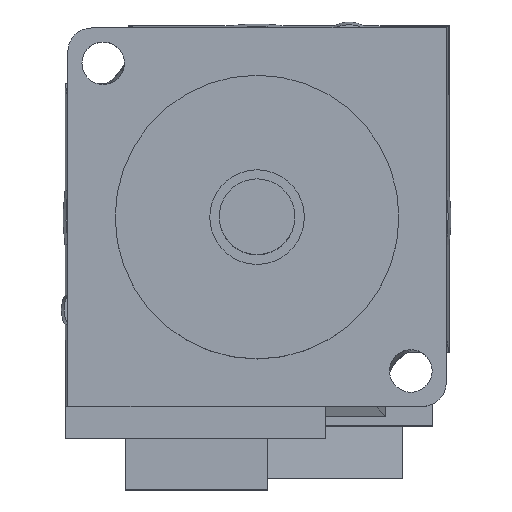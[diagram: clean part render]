
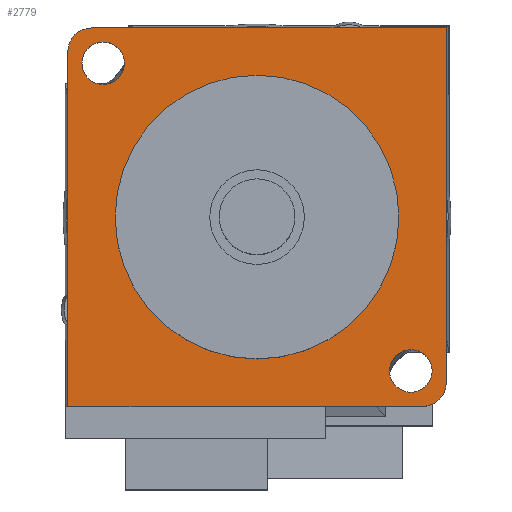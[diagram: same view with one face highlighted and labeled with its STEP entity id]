
A CAD part, top view. The second image highlights one B-rep face of the part: STEP entity #2779.
In plain terms, the highlighted planar face has unit normal (0, 0, 1).
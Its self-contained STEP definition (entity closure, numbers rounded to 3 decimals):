
#73=CARTESIAN_POINT('',(-17.5,17.5,0.));
#74=DIRECTION('',(0.,0.,-1.));
#75=DIRECTION('',(-1.,0.,0.));
#76=AXIS2_PLACEMENT_3D('',#73,#74,#75);
#78=CARTESIAN_POINT('',(17.5,-17.5,0.));
#79=DIRECTION('',(0.,0.,-1.));
#80=DIRECTION('',(1.,0.,0.));
#81=AXIS2_PLACEMENT_3D('',#78,#79,#80);
#83=CARTESIAN_POINT('',(16.263,-16.263,0.));
#84=DIRECTION('',(0.,0.,1.));
#85=DIRECTION('',(1.,0.,0.));
#86=AXIS2_PLACEMENT_3D('',#83,#84,#85);
#88=CARTESIAN_POINT('',(16.263,-16.263,0.));
#89=DIRECTION('',(0.,0.,1.));
#90=DIRECTION('',(-1.,0.,0.));
#91=AXIS2_PLACEMENT_3D('',#88,#89,#90);
#93=CARTESIAN_POINT('',(0.,0.,0.));
#94=DIRECTION('',(0.,0.,1.));
#95=DIRECTION('',(-1.,0.,0.));
#96=AXIS2_PLACEMENT_3D('',#93,#94,#95);
#98=CARTESIAN_POINT('',(0.,0.,0.));
#99=DIRECTION('',(0.,0.,1.));
#100=DIRECTION('',(1.,0.,0.));
#101=AXIS2_PLACEMENT_3D('',#98,#99,#100);
#103=CARTESIAN_POINT('',(-16.263,16.263,0.));
#104=DIRECTION('',(0.,0.,1.));
#105=DIRECTION('',(1.,0.,0.));
#106=AXIS2_PLACEMENT_3D('',#103,#104,#105);
#108=CARTESIAN_POINT('',(-16.263,16.263,0.));
#109=DIRECTION('',(0.,0.,1.));
#110=DIRECTION('',(-1.,0.,0.));
#111=AXIS2_PLACEMENT_3D('',#108,#109,#110);
#125=DIRECTION('',(-1.,0.,0.));
#126=VECTOR('',#125,37.5);
#127=CARTESIAN_POINT('',(20.,20.,0.));
#128=LINE('',#127,#126);
#718=DIRECTION('',(0.,-1.,0.));
#719=VECTOR('',#718,37.5);
#720=CARTESIAN_POINT('',(-20.,17.5,0.));
#721=LINE('',#720,#719);
#824=DIRECTION('',(1.,0.,0.));
#825=VECTOR('',#824,37.5);
#826=CARTESIAN_POINT('',(-20.,-20.,0.));
#827=LINE('',#826,#825);
#1682=DIRECTION('',(0.,1.,0.));
#1683=VECTOR('',#1682,37.5);
#1684=CARTESIAN_POINT('',(20.,-17.5,0.));
#1685=LINE('',#1684,#1683);
#2122=CARTESIAN_POINT('',(14.013,-16.263,0.));
#2123=VERTEX_POINT('',#2122);
#2124=CARTESIAN_POINT('',(18.513,-16.263,0.));
#2125=VERTEX_POINT('',#2124);
#2126=CARTESIAN_POINT('',(-15.,0.,0.));
#2127=CARTESIAN_POINT('',(15.,0.,0.));
#2128=VERTEX_POINT('',#2126);
#2129=VERTEX_POINT('',#2127);
#2130=CARTESIAN_POINT('',(-14.013,16.263,0.));
#2131=CARTESIAN_POINT('',(-18.513,16.263,0.));
#2132=VERTEX_POINT('',#2130);
#2133=VERTEX_POINT('',#2131);
#2134=CARTESIAN_POINT('',(-20.,17.5,0.));
#2135=CARTESIAN_POINT('',(-17.5,20.,0.));
#2136=VERTEX_POINT('',#2134);
#2137=VERTEX_POINT('',#2135);
#2138=CARTESIAN_POINT('',(20.,-17.5,0.));
#2139=CARTESIAN_POINT('',(17.5,-20.,0.));
#2140=VERTEX_POINT('',#2138);
#2141=VERTEX_POINT('',#2139);
#2146=CARTESIAN_POINT('',(20.,20.,0.));
#2147=VERTEX_POINT('',#2146);
#2148=CARTESIAN_POINT('',(-20.,-20.,0.));
#2149=VERTEX_POINT('',#2148);
#2743=CARTESIAN_POINT('',(0.,0.,0.));
#2744=DIRECTION('',(0.,0.,1.));
#2745=DIRECTION('',(1.,0.,0.));
#2746=AXIS2_PLACEMENT_3D('',#2743,#2744,#2745);
#2747=PLANE('',#2746);
#2749=ORIENTED_EDGE('',*,*,#2748,.T.);
#2751=ORIENTED_EDGE('',*,*,#2750,.F.);
#2753=ORIENTED_EDGE('',*,*,#2752,.F.);
#2755=ORIENTED_EDGE('',*,*,#2754,.T.);
#2757=ORIENTED_EDGE('',*,*,#2756,.F.);
#2759=ORIENTED_EDGE('',*,*,#2758,.F.);
#2760=EDGE_LOOP('',(#2749,#2751,#2753,#2755,#2757,#2759));
#2761=FACE_OUTER_BOUND('',#2760,.F.);
#2762=ORIENTED_EDGE('',*,*,#2733,.T.);
#2764=ORIENTED_EDGE('',*,*,#2763,.T.);
#2765=EDGE_LOOP('',(#2762,#2764));
#2766=FACE_BOUND('',#2765,.F.);
#2768=ORIENTED_EDGE('',*,*,#2767,.T.);
#2770=ORIENTED_EDGE('',*,*,#2769,.T.);
#2771=EDGE_LOOP('',(#2768,#2770));
#2772=FACE_BOUND('',#2771,.F.);
#2774=ORIENTED_EDGE('',*,*,#2773,.T.);
#2776=ORIENTED_EDGE('',*,*,#2775,.T.);
#2777=EDGE_LOOP('',(#2774,#2776));
#2778=FACE_BOUND('',#2777,.F.);
#2779=ADVANCED_FACE('',(#2761,#2766,#2772,#2778),#2747,.T.);
#77=CIRCLE('',#76,2.5);
#82=CIRCLE('',#81,2.5);
#87=CIRCLE('',#86,2.25);
#92=CIRCLE('',#91,2.25);
#97=CIRCLE('',#96,15.);
#102=CIRCLE('',#101,15.);
#107=CIRCLE('',#106,2.25);
#112=CIRCLE('',#111,2.25);
#2733=EDGE_CURVE('',#2125,#2123,#87,.T.);
#2748=EDGE_CURVE('',#2136,#2137,#77,.T.);
#2750=EDGE_CURVE('',#2147,#2137,#128,.T.);
#2752=EDGE_CURVE('',#2140,#2147,#1685,.T.);
#2754=EDGE_CURVE('',#2140,#2141,#82,.T.);
#2756=EDGE_CURVE('',#2149,#2141,#827,.T.);
#2758=EDGE_CURVE('',#2136,#2149,#721,.T.);
#2763=EDGE_CURVE('',#2123,#2125,#92,.T.);
#2767=EDGE_CURVE('',#2128,#2129,#97,.T.);
#2769=EDGE_CURVE('',#2129,#2128,#102,.T.);
#2773=EDGE_CURVE('',#2132,#2133,#107,.T.);
#2775=EDGE_CURVE('',#2133,#2132,#112,.T.);
